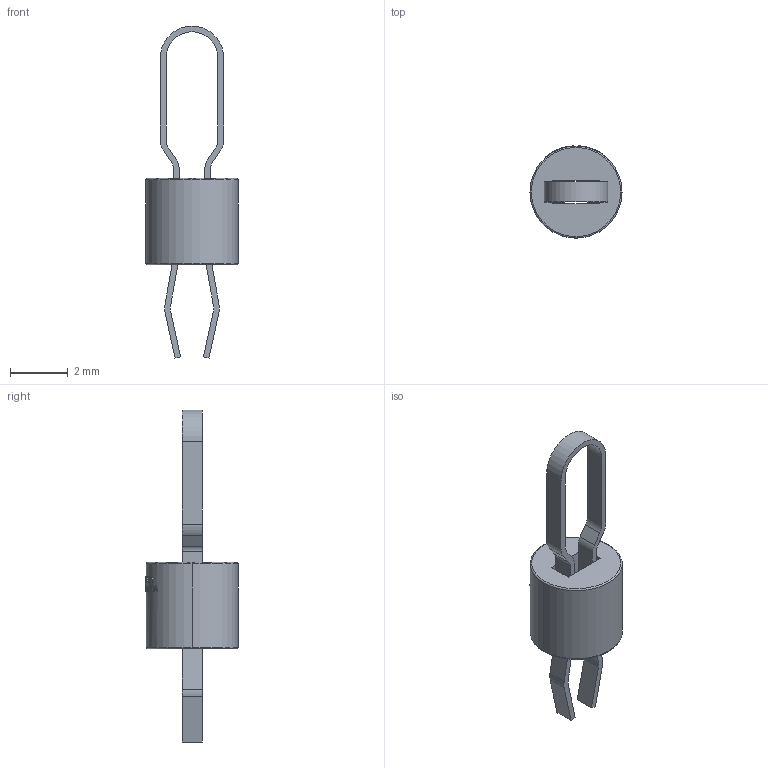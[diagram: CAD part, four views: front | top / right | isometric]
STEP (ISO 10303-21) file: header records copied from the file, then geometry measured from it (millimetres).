
FILE_DESCRIPTION (( 'STEP AP214' ), '1' );
FILE_NAME ('TH_BD3.2-D2.0.STEP', '2022-09-22T08:36:23', ( 'PC' ), ( 'Microsoft' ), 'SwSTEP 2.0', 'SolidWorks 2020', '' );
FILE_SCHEMA (( 'AUTOMOTIVE_DESIGN' ));
Length unit declared in the file: millimetre
Products named in the file (1): TH_BD3.2-D2.0
Bounding box: 3.2 x 3.21 x 11.54 mm (x, y, z)
Volume: 23.7 mm3; surface area: 101.9 mm2
Topology: 2 solids, 2 shells, 273 faces, 746 edges, 496 vertices
Faces by surface type: bspline 138, plane 92, cylinder 39, torus 4
Entity records: 13981 total; most frequent: CARTESIAN_POINT 5565, ORIENTED_EDGE 1492, EDGE_CURVE 746, B_SPLINE_CURVE_WITH_KNOTS 600, VERTEX_POINT 496, DIRECTION 466, EDGE_LOOP 294, UNCERTAINTY_MEASURE_WITH_UNIT 277
